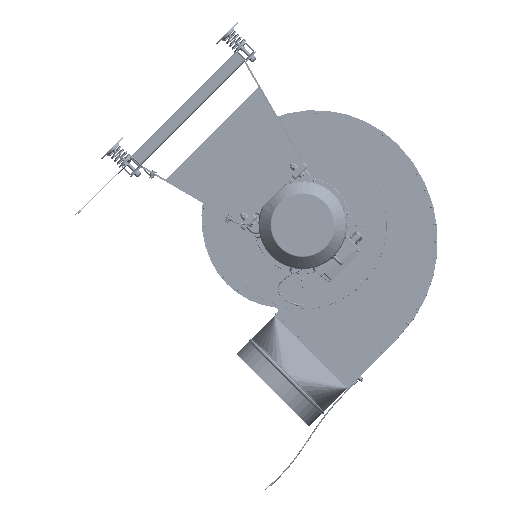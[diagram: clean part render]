
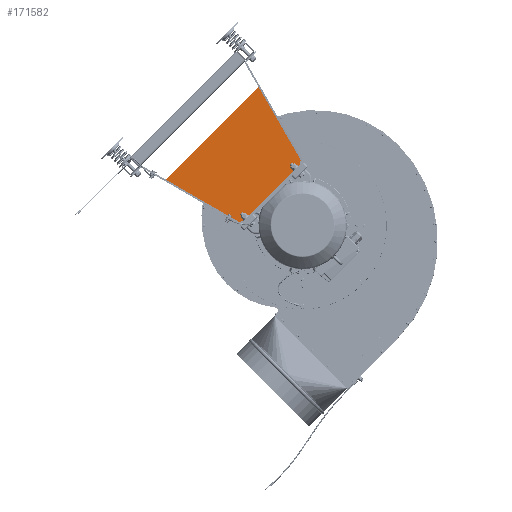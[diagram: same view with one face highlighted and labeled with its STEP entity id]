
A CAD part, top view. The second image highlights one B-rep face of the part: STEP entity #171582.
In plain terms, the highlighted planar face has unit normal (0, 0, 1).
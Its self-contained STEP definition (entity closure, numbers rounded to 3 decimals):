
#8810=PLANE('',#183325);
#14099=FACE_OUTER_BOUND('',#24260,.T.);
#24260=EDGE_LOOP('',(#113512,#113513,#113514,#113515,#113516,#113517,#113518,
#113519,#113520,#113521,#113522,#113523));
#35757=LINE('',#254868,#48376);
#35912=LINE('',#255279,#48531);
#35916=LINE('',#255284,#48535);
#35917=LINE('',#255288,#48536);
#35922=LINE('',#255299,#48541);
#35925=LINE('',#255305,#48544);
#35934=LINE('',#255318,#48553);
#35935=LINE('',#255320,#48554);
#35936=LINE('',#255322,#48555);
#35937=LINE('',#255325,#48556);
#35938=LINE('',#255326,#48557);
#35939=LINE('',#255327,#48558);
#48376=VECTOR('',#204169,10.);
#48531=VECTOR('',#204542,10.);
#48535=VECTOR('',#204546,10.);
#48536=VECTOR('',#204549,10.);
#48541=VECTOR('',#204556,10.);
#48544=VECTOR('',#204561,10.);
#48553=VECTOR('',#204574,10.);
#48554=VECTOR('',#204577,10.);
#48555=VECTOR('',#204580,10.);
#48556=VECTOR('',#204583,10.);
#48557=VECTOR('',#204584,10.);
#48558=VECTOR('',#204585,10.);
#69964=VERTEX_POINT('',#254866);
#69965=VERTEX_POINT('',#254867);
#70100=VERTEX_POINT('',#255238);
#70106=VERTEX_POINT('',#255258);
#70109=VERTEX_POINT('',#255268);
#70112=VERTEX_POINT('',#255278);
#70114=VERTEX_POINT('',#255286);
#70115=VERTEX_POINT('',#255287);
#70119=VERTEX_POINT('',#255296);
#70120=VERTEX_POINT('',#255298);
#70122=VERTEX_POINT('',#255304);
#70125=VERTEX_POINT('',#255324);
#86496=EDGE_CURVE('',#69964,#69965,#35757,.T.);
#86705=EDGE_CURVE('',#70106,#70112,#35912,.T.);
#86709=EDGE_CURVE('',#70100,#70109,#35916,.T.);
#86710=EDGE_CURVE('',#70114,#70115,#35917,.T.);
#86715=EDGE_CURVE('',#70119,#70120,#35922,.T.);
#86718=EDGE_CURVE('',#69964,#70122,#35925,.T.);
#86727=EDGE_CURVE('',#70112,#69965,#35934,.T.);
#86728=EDGE_CURVE('',#70109,#70106,#35935,.T.);
#86729=EDGE_CURVE('',#70115,#70100,#35936,.T.);
#86730=EDGE_CURVE('',#70125,#70114,#35937,.T.);
#86731=EDGE_CURVE('',#70120,#70125,#35938,.T.);
#86732=EDGE_CURVE('',#70122,#70119,#35939,.T.);
#113512=ORIENTED_EDGE('',*,*,#86496,.T.);
#113513=ORIENTED_EDGE('',*,*,#86727,.F.);
#113514=ORIENTED_EDGE('',*,*,#86705,.F.);
#113515=ORIENTED_EDGE('',*,*,#86728,.F.);
#113516=ORIENTED_EDGE('',*,*,#86709,.F.);
#113517=ORIENTED_EDGE('',*,*,#86729,.F.);
#113518=ORIENTED_EDGE('',*,*,#86710,.F.);
#113519=ORIENTED_EDGE('',*,*,#86730,.F.);
#113520=ORIENTED_EDGE('',*,*,#86731,.F.);
#113521=ORIENTED_EDGE('',*,*,#86715,.F.);
#113522=ORIENTED_EDGE('',*,*,#86732,.F.);
#113523=ORIENTED_EDGE('',*,*,#86718,.F.);
#171582=ADVANCED_FACE('',(#14099),#8810,.T.);
#183325=AXIS2_PLACEMENT_3D('',#255323,#204581,#204582);
#204169=DIRECTION('',(0.707,0.707,0.));
#204542=DIRECTION('',(0.5,-0.866,0.));
#204546=DIRECTION('',(0.5,-0.866,0.));
#204549=DIRECTION('',(0.707,0.707,0.));
#204556=DIRECTION('',(-0.866,0.5,0.));
#204561=DIRECTION('',(-0.991,-0.131,0.));
#204574=DIRECTION('',(-0.131,-0.991,0.));
#204577=DIRECTION('',(0.5,-0.866,0.));
#204580=DIRECTION('',(0.5,-0.866,0.));
#204581=DIRECTION('center_axis',(0.,0.,
1.));
#204582=DIRECTION('ref_axis',(-0.707,-0.707,0.));
#204583=DIRECTION('',(-0.866,0.5,0.));
#204584=DIRECTION('',(-0.866,0.5,0.));
#204585=DIRECTION('',(-0.866,0.5,0.));
#254866=CARTESIAN_POINT('',(-181.581,12.166,161.));
#254867=CARTESIAN_POINT('',(-7.923,185.824,161.));
#254868=CARTESIAN_POINT('',(-189.238,4.51,161.));
#255238=CARTESIAN_POINT('',(-129.204,413.987,161.));
#255258=CARTESIAN_POINT('',(-6.508,201.471,161.));
#255268=CARTESIAN_POINT('',(-14.008,214.461,161.));
#255278=CARTESIAN_POINT('',(-5.983,200.562,161.));
#255279=CARTESIAN_POINT('',(-60.892,295.667,161.));
#255284=CARTESIAN_POINT('',(-60.892,295.667,161.));
#255286=CARTESIAN_POINT('',(-420.769,139.812,161.));
#255287=CARTESIAN_POINT('',(-135.569,425.012,161.));
#255288=CARTESIAN_POINT('',(-420.769,139.812,161.));
#255296=CARTESIAN_POINT('',(-197.228,10.75,161.));
#255298=CARTESIAN_POINT('',(-210.219,18.25,161.));
#255299=CARTESIAN_POINT('',(-187.659,5.226,161.));
#255304=CARTESIAN_POINT('',(-196.32,10.226,161.));
#255305=CARTESIAN_POINT('',(-180.305,12.334,161.));
#255318=CARTESIAN_POINT('',(-8.091,184.548,161.));
#255320=CARTESIAN_POINT('',(-135.569,425.012,161.));
#255322=CARTESIAN_POINT('',(-135.569,425.012,161.));
#255323=CARTESIAN_POINT('Origin',(-196.868,201.111,161.));
#255324=CARTESIAN_POINT('',(-409.744,133.446,161.));
#255325=CARTESIAN_POINT('',(-187.659,5.226,161.));
#255326=CARTESIAN_POINT('',(-187.659,5.226,161.));
#255327=CARTESIAN_POINT('',(-187.659,5.226,161.));
